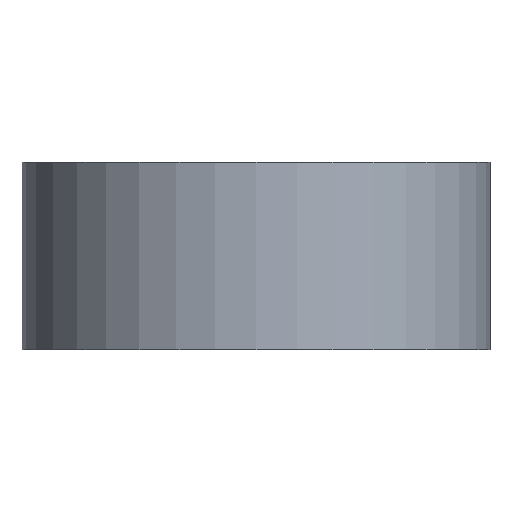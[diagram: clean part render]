
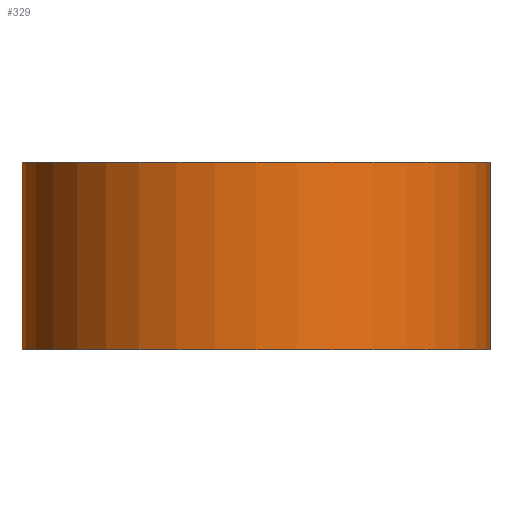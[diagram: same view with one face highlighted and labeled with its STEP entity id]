
A CAD part, front view. The second image highlights one B-rep face of the part: STEP entity #329.
In plain terms, the highlighted cylindrical face has radius 8.75 mm (diameter 17.5 mm), a partial arc.
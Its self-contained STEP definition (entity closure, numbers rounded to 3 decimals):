
#24 = ORIENTED_EDGE ( 'NONE', *, *, #297, .F. ) ;
#56 = CIRCLE ( 'NONE', #371, 8.75 ) ;
#69 = DIRECTION ( 'NONE',  ( 0., 0., -1. ) ) ;
#77 = EDGE_LOOP ( 'NONE', ( #956, #24, #315, #860 ) ) ;
#80 = VECTOR ( 'NONE', #1204, 1000. ) ;
#114 = DIRECTION ( 'NONE',  ( 0., 0., 1. ) ) ;
#120 = DIRECTION ( 'NONE',  ( 1., 0., 0. ) ) ;
#122 = VERTEX_POINT ( 'NONE', #424 ) ;
#130 = CARTESIAN_POINT ( 'NONE',  ( 8.75, 0., 0. ) ) ;
#134 = VERTEX_POINT ( 'NONE', #1197 ) ;
#149 = EDGE_CURVE ( 'NONE', #1100, #797, #1012, .T. ) ;
#184 = CARTESIAN_POINT ( 'NONE',  ( 8.75, 0., 7. ) ) ;
#270 = CARTESIAN_POINT ( 'NONE',  ( 8.75, 0., 7. ) ) ;
#297 = EDGE_CURVE ( 'NONE', #134, #1100, #711, .T. ) ;
#315 = ORIENTED_EDGE ( 'NONE', *, *, #1083, .T. ) ;
#329 = ADVANCED_FACE ( 'NONE', ( #935 ), #954, .T. ) ;
#369 = LINE ( 'NONE', #1116, #80 ) ;
#371 = AXIS2_PLACEMENT_3D ( 'NONE', #445, #1186, #120 ) ;
#398 = AXIS2_PLACEMENT_3D ( 'NONE', #677, #1029, #400 ) ;
#400 = DIRECTION ( 'NONE',  ( -1., 0., 0. ) ) ;
#424 = CARTESIAN_POINT ( 'NONE',  ( -8.75, 0., 0. ) ) ;
#445 = CARTESIAN_POINT ( 'NONE',  ( 0., 0., 0. ) ) ;
#538 = EDGE_CURVE ( 'NONE', #122, #797, #56, .T. ) ;
#677 = CARTESIAN_POINT ( 'NONE',  ( 0., 0., 7. ) ) ;
#711 = CIRCLE ( 'NONE', #922, 8.75 ) ;
#757 = DIRECTION ( 'NONE',  ( 1., 0., 0. ) ) ;
#767 = CARTESIAN_POINT ( 'NONE',  ( 0., 0., 7. ) ) ;
#797 = VERTEX_POINT ( 'NONE', #130 ) ;
#860 = ORIENTED_EDGE ( 'NONE', *, *, #538, .T. ) ;
#922 = AXIS2_PLACEMENT_3D ( 'NONE', #767, #114, #757 ) ;
#935 = FACE_OUTER_BOUND ( 'NONE', #77, .T. ) ;
#954 = CYLINDRICAL_SURFACE ( 'NONE', #398, 8.75 ) ;
#956 = ORIENTED_EDGE ( 'NONE', *, *, #149, .F. ) ;
#1012 = LINE ( 'NONE', #270, #1022 ) ;
#1022 = VECTOR ( 'NONE', #69, 1000. ) ;
#1029 = DIRECTION ( 'NONE',  ( 0., 0., -1. ) ) ;
#1083 = EDGE_CURVE ( 'NONE', #134, #122, #369, .T. ) ;
#1100 = VERTEX_POINT ( 'NONE', #184 ) ;
#1116 = CARTESIAN_POINT ( 'NONE',  ( -8.75, 0., 7. ) ) ;
#1186 = DIRECTION ( 'NONE',  ( 0., 0., 1. ) ) ;
#1197 = CARTESIAN_POINT ( 'NONE',  ( -8.75, 0., 7. ) ) ;
#1204 = DIRECTION ( 'NONE',  ( 0., 0., -1. ) ) ;
